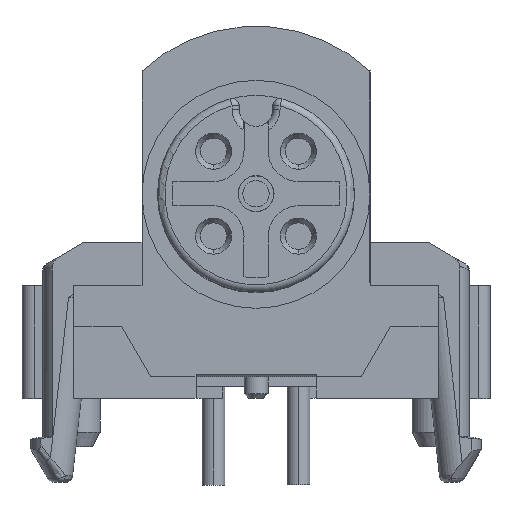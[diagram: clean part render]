
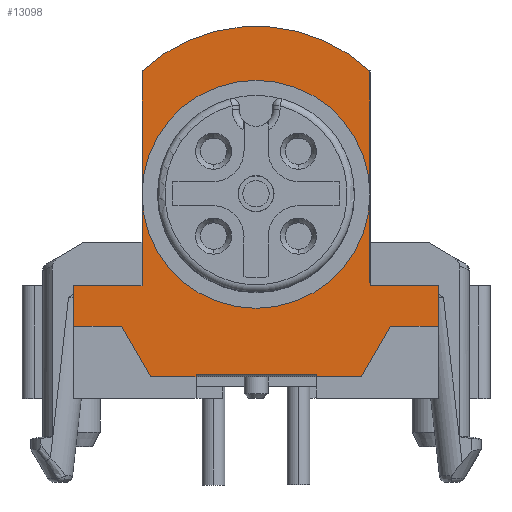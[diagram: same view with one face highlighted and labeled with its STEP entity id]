
A CAD part, top view. The second image highlights one B-rep face of the part: STEP entity #13098.
In plain terms, the highlighted planar face has unit normal (0, 0, 1).
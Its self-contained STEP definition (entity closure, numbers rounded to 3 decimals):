
#874 = LINE ( 'NONE', #5200, #13640 ) ;
#1056 = DIRECTION ( 'NONE',  ( 1., 0., 0. ) ) ;
#1172 = CARTESIAN_POINT ( 'NONE',  ( -2.5, -7.5, -16. ) ) ;
#1270 = VECTOR ( 'NONE', #6810, 1000. ) ;
#1426 = ORIENTED_EDGE ( 'NONE', *, *, #13304, .F. ) ;
#1661 = CARTESIAN_POINT ( 'NONE',  ( 4.75, -3.8, -16. ) ) ;
#1911 = FACE_OUTER_BOUND ( 'NONE', #6006, .T. ) ;
#2070 = DIRECTION ( 'NONE',  ( 0., 1., 0. ) ) ;
#2086 = ORIENTED_EDGE ( 'NONE', *, *, #4540, .T. ) ;
#2097 = VECTOR ( 'NONE', #8257, 1000. ) ;
#2126 = LINE ( 'NONE', #13039, #5059 ) ;
#2146 = EDGE_CURVE ( 'NONE', #6325, #9754, #6416, .T. ) ;
#2314 = LINE ( 'NONE', #3585, #2768 ) ;
#2544 = CARTESIAN_POINT ( 'NONE',  ( -7.6, -3.8, -16. ) ) ;
#2619 = CARTESIAN_POINT ( 'NONE',  ( 7.6, -8.5, -16. ) ) ;
#2768 = VECTOR ( 'NONE', #4451, 1000. ) ;
#2841 = VECTOR ( 'NONE', #13915, 1000. ) ;
#3171 = DIRECTION ( 'NONE',  ( 0., 0., 1. ) ) ;
#3359 = DIRECTION ( 'NONE',  ( 1., 0., 0. ) ) ;
#3585 = CARTESIAN_POINT ( 'NONE',  ( -2.5, 0., -16. ) ) ;
#3593 = ORIENTED_EDGE ( 'NONE', *, *, #4330, .T. ) ;
#3690 = VERTEX_POINT ( 'NONE', #8394 ) ;
#3831 = CARTESIAN_POINT ( 'NONE',  ( 4.75, -3.8, -16. ) ) ;
#3880 = VERTEX_POINT ( 'NONE', #3831 ) ;
#3900 = CARTESIAN_POINT ( 'NONE',  ( 6.466, -3.8, -16. ) ) ;
#3929 = EDGE_CURVE ( 'NONE', #12968, #3880, #9073, .T. ) ;
#3991 = LINE ( 'NONE', #11442, #2097 ) ;
#4060 = DIRECTION ( 'NONE',  ( 0., 0., -1. ) ) ;
#4330 = EDGE_CURVE ( 'NONE', #7910, #3690, #13927, .T. ) ;
#4451 = DIRECTION ( 'NONE',  ( 0., -1., 0. ) ) ;
#4540 = EDGE_CURVE ( 'NONE', #6325, #10379, #12496, .T. ) ;
#4654 = ORIENTED_EDGE ( 'NONE', *, *, #9485, .F. ) ;
#4699 = EDGE_CURVE ( 'NONE', #11399, #12941, #13532, .T. ) ;
#5041 = ORIENTED_EDGE ( 'NONE', *, *, #4699, .F. ) ;
#5059 = VECTOR ( 'NONE', #11976, 1000. ) ;
#5200 = CARTESIAN_POINT ( 'NONE',  ( -4.75, -3.8, -16. ) ) ;
#5274 = LINE ( 'NONE', #6336, #5698 ) ;
#5432 = DIRECTION ( 'NONE',  ( 0., -1., 0. ) ) ;
#5459 = VECTOR ( 'NONE', #13235, 1000. ) ;
#5698 = VECTOR ( 'NONE', #10658, 1000. ) ;
#6006 = EDGE_LOOP ( 'NONE', ( #4654, #13553, #2086, #10395, #9683, #11633, #3593, #1426, #8266, #11182, #11917, #5041 ) ) ;
#6233 = VERTEX_POINT ( 'NONE', #2619 ) ;
#6325 = VERTEX_POINT ( 'NONE', #2544 ) ;
#6336 = CARTESIAN_POINT ( 'NONE',  ( 4.75, -8.5, -16. ) ) ;
#6374 = CARTESIAN_POINT ( 'NONE',  ( 0., 0., -16. ) ) ;
#6416 = LINE ( 'NONE', #10737, #2841 ) ;
#6480 = CARTESIAN_POINT ( 'NONE',  ( 0., 0., -16. ) ) ;
#6709 = VECTOR ( 'NONE', #5432, 1000. ) ;
#6746 = AXIS2_PLACEMENT_3D ( 'NONE', #6480, #4060, #13832 ) ;
#6810 = DIRECTION ( 'NONE',  ( -1., 0., 0. ) ) ;
#6873 = CARTESIAN_POINT ( 'NONE',  ( 4.75, 5.142, -16. ) ) ;
#7050 = VERTEX_POINT ( 'NONE', #11845 ) ;
#7365 = PLANE ( 'NONE',  #11334 ) ;
#7638 = CARTESIAN_POINT ( 'NONE',  ( 2.5, -7.5, -16. ) ) ;
#7696 = VECTOR ( 'NONE', #3359, 1000. ) ;
#7910 = VERTEX_POINT ( 'NONE', #7638 ) ;
#8048 = DIRECTION ( 'NONE',  ( 0., -1., 0. ) ) ;
#8084 = CARTESIAN_POINT ( 'NONE',  ( -7.6, -8.5, -16. ) ) ;
#8257 = DIRECTION ( 'NONE',  ( -1., 0., 0. ) ) ;
#8266 = ORIENTED_EDGE ( 'NONE', *, *, #10183, .F. ) ;
#8394 = CARTESIAN_POINT ( 'NONE',  ( 2.5, -8.5, -16. ) ) ;
#8622 = CARTESIAN_POINT ( 'NONE',  ( -2.5, -7.5, -16. ) ) ;
#8917 = EDGE_CURVE ( 'NONE', #12294, #7050, #2314, .T. ) ;
#9073 = LINE ( 'NONE', #3900, #1270 ) ;
#9390 = EDGE_CURVE ( 'NONE', #7050, #10379, #3991, .T. ) ;
#9485 = EDGE_CURVE ( 'NONE', #9754, #11399, #874, .T. ) ;
#9683 = ORIENTED_EDGE ( 'NONE', *, *, #8917, .F. ) ;
#9754 = VERTEX_POINT ( 'NONE', #13780 ) ;
#9756 = CARTESIAN_POINT ( 'NONE',  ( 2.5, 0., -16. ) ) ;
#9861 = CARTESIAN_POINT ( 'NONE',  ( 7.6, -3.8, -16. ) ) ;
#9942 = CARTESIAN_POINT ( 'NONE',  ( -4.75, 5.142, -16. ) ) ;
#9980 = LINE ( 'NONE', #1661, #5459 ) ;
#10183 = EDGE_CURVE ( 'NONE', #12968, #6233, #2126, .T. ) ;
#10379 = VERTEX_POINT ( 'NONE', #8084 ) ;
#10395 = ORIENTED_EDGE ( 'NONE', *, *, #9390, .F. ) ;
#10658 = DIRECTION ( 'NONE',  ( -1., 0., 0. ) ) ;
#10737 = CARTESIAN_POINT ( 'NONE',  ( -7.6, -3.8, -16. ) ) ;
#11182 = ORIENTED_EDGE ( 'NONE', *, *, #3929, .T. ) ;
#11228 = CARTESIAN_POINT ( 'NONE',  ( -7.6, -3.8, -16. ) ) ;
#11334 = AXIS2_PLACEMENT_3D ( 'NONE', #6374, #3171, #1056 ) ;
#11399 = VERTEX_POINT ( 'NONE', #9942 ) ;
#11442 = CARTESIAN_POINT ( 'NONE',  ( 4.75, -8.5, -16. ) ) ;
#11633 = ORIENTED_EDGE ( 'NONE', *, *, #12243, .T. ) ;
#11845 = CARTESIAN_POINT ( 'NONE',  ( -2.5, -8.5, -16. ) ) ;
#11917 = ORIENTED_EDGE ( 'NONE', *, *, #13249, .T. ) ;
#11976 = DIRECTION ( 'NONE',  ( 0., -1., 0. ) ) ;
#12144 = VECTOR ( 'NONE', #8048, 1000. ) ;
#12243 = EDGE_CURVE ( 'NONE', #12294, #7910, #13078, .T. ) ;
#12294 = VERTEX_POINT ( 'NONE', #8622 ) ;
#12496 = LINE ( 'NONE', #11228, #12144 ) ;
#12941 = VERTEX_POINT ( 'NONE', #6873 ) ;
#12968 = VERTEX_POINT ( 'NONE', #9861 ) ;
#13039 = CARTESIAN_POINT ( 'NONE',  ( 7.6, -3.8, -16. ) ) ;
#13078 = LINE ( 'NONE', #1172, #7696 ) ;
#13098 = ADVANCED_FACE ( 'NONE', ( #1911 ), #7365, .T. ) ;
#13235 = DIRECTION ( 'NONE',  ( 0., 1., 0. ) ) ;
#13249 = EDGE_CURVE ( 'NONE', #3880, #12941, #9980, .T. ) ;
#13304 = EDGE_CURVE ( 'NONE', #6233, #3690, #5274, .T. ) ;
#13532 = CIRCLE ( 'NONE', #6746, 7. ) ;
#13553 = ORIENTED_EDGE ( 'NONE', *, *, #2146, .F. ) ;
#13640 = VECTOR ( 'NONE', #2070, 1000. ) ;
#13780 = CARTESIAN_POINT ( 'NONE',  ( -4.75, -3.8, -16. ) ) ;
#13832 = DIRECTION ( 'NONE',  ( -0.679, 0.735, 0. ) ) ;
#13915 = DIRECTION ( 'NONE',  ( 1., 0., 0. ) ) ;
#13927 = LINE ( 'NONE', #9756, #6709 ) ;
